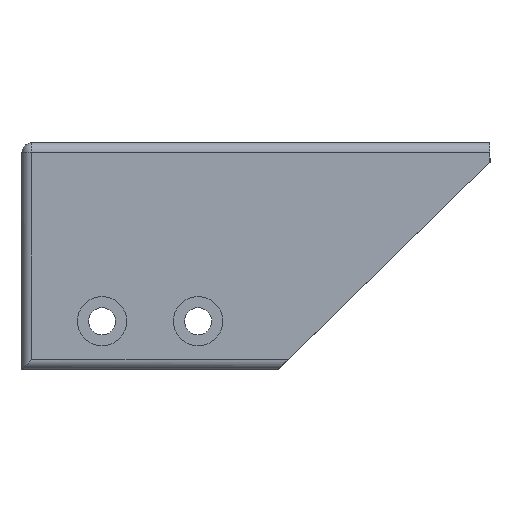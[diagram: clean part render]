
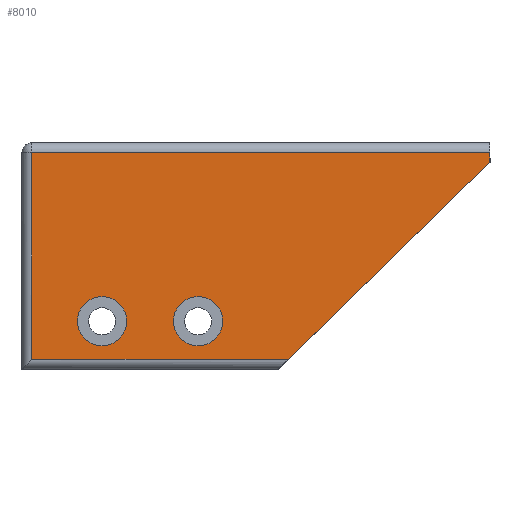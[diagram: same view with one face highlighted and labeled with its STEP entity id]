
A CAD part, front view. The second image highlights one B-rep face of the part: STEP entity #8010.
In plain terms, the highlighted planar face has unit normal (0, -1, 0).
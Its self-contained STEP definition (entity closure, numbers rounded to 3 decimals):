
#271 = ORIENTED_EDGE ( 'NONE', *, *, #4328, .T. ) ;
#328 = EDGE_LOOP ( 'NONE', ( #5941, #5350 ) ) ;
#387 = DIRECTION ( 'NONE',  ( 0., 0., 1. ) ) ;
#429 = CARTESIAN_POINT ( 'NONE',  ( -24., 0., 0. ) ) ;
#457 = DIRECTION ( 'NONE',  ( 0., 1., 0. ) ) ;
#759 = EDGE_CURVE ( 'NONE', #4154, #7836, #2050, .T. ) ;
#836 = VERTEX_POINT ( 'NONE', #5215 ) ;
#1084 = FACE_BOUND ( 'NONE', #328, .T. ) ;
#1222 = CIRCLE ( 'NONE', #2175, 5. ) ;
#1340 = CARTESIAN_POINT ( 'NONE',  ( 26., 0., -44. ) ) ;
#1365 = VERTEX_POINT ( 'NONE', #4888 ) ;
#1392 = DIRECTION ( 'NONE',  ( 0., 1., 0. ) ) ;
#1437 = CARTESIAN_POINT ( 'NONE',  ( -24., 0., -44. ) ) ;
#1454 = DIRECTION ( 'NONE',  ( 0., 1., 0. ) ) ;
#1512 = EDGE_CURVE ( 'NONE', #2847, #7660, #3194, .T. ) ;
#1602 = VECTOR ( 'NONE', #8205, 1000. ) ;
#1910 = CARTESIAN_POINT ( 'NONE',  ( 9.75, 0., -31.25 ) ) ;
#2050 = LINE ( 'NONE', #1340, #3302 ) ;
#2056 = DIRECTION ( 'NONE',  ( 1., 0., 0. ) ) ;
#2060 = DIRECTION ( 'NONE',  ( 0., 0., 1. ) ) ;
#2094 = CIRCLE ( 'NONE', #2387, 5. ) ;
#2175 = AXIS2_PLACEMENT_3D ( 'NONE', #4800, #3561, #387 ) ;
#2232 = ORIENTED_EDGE ( 'NONE', *, *, #759, .T. ) ;
#2237 = VERTEX_POINT ( 'NONE', #1910 ) ;
#2278 = ORIENTED_EDGE ( 'NONE', *, *, #2958, .T. ) ;
#2331 = EDGE_CURVE ( 'NONE', #7049, #6351, #6419, .T. ) ;
#2372 = LINE ( 'NONE', #429, #1602 ) ;
#2378 = CARTESIAN_POINT ( 'NONE',  ( -9.75, 0., -36.25 ) ) ;
#2387 = AXIS2_PLACEMENT_3D ( 'NONE', #2378, #457, #8127 ) ;
#2756 = EDGE_CURVE ( 'NONE', #836, #2237, #7918, .T. ) ;
#2816 = DIRECTION ( 'NONE',  ( -0.715, 0., -0.699 ) ) ;
#2847 = VERTEX_POINT ( 'NONE', #4038 ) ;
#2958 = EDGE_CURVE ( 'NONE', #2237, #836, #1222, .T. ) ;
#3052 = DIRECTION ( 'NONE',  ( -1., 0., 0. ) ) ;
#3194 = LINE ( 'NONE', #6701, #5946 ) ;
#3302 = VECTOR ( 'NONE', #2056, 1000. ) ;
#3304 = PLANE ( 'NONE',  #6389 ) ;
#3561 = DIRECTION ( 'NONE',  ( 0., 1., 0. ) ) ;
#4038 = CARTESIAN_POINT ( 'NONE',  ( 69., 0., -2. ) ) ;
#4124 = CARTESIAN_POINT ( 'NONE',  ( -24., 0., -2. ) ) ;
#4148 = ORIENTED_EDGE ( 'NONE', *, *, #7982, .T. ) ;
#4154 = VERTEX_POINT ( 'NONE', #1437 ) ;
#4213 = ORIENTED_EDGE ( 'NONE', *, *, #1512, .T. ) ;
#4328 = EDGE_CURVE ( 'NONE', #7660, #4154, #2372, .T. ) ;
#4592 = EDGE_LOOP ( 'NONE', ( #7627, #2278 ) ) ;
#4800 = CARTESIAN_POINT ( 'NONE',  ( 9.75, 0., -36.25 ) ) ;
#4888 = CARTESIAN_POINT ( 'NONE',  ( 69., 0., -4. ) ) ;
#4989 = AXIS2_PLACEMENT_3D ( 'NONE', #5134, #1392, #2060 ) ;
#5016 = LINE ( 'NONE', #7841, #5507 ) ;
#5114 = CARTESIAN_POINT ( 'NONE',  ( 69., 0., 0. ) ) ;
#5134 = CARTESIAN_POINT ( 'NONE',  ( 9.75, 0., -36.25 ) ) ;
#5195 = CARTESIAN_POINT ( 'NONE',  ( -9.75, 0., -36.25 ) ) ;
#5215 = CARTESIAN_POINT ( 'NONE',  ( 9.75, 0., -41.25 ) ) ;
#5350 = ORIENTED_EDGE ( 'NONE', *, *, #2331, .T. ) ;
#5398 = CARTESIAN_POINT ( 'NONE',  ( -9.75, 0., -31.25 ) ) ;
#5507 = VECTOR ( 'NONE', #2816, 1000. ) ;
#5837 = DIRECTION ( 'NONE',  ( 0., 1., 0. ) ) ;
#5941 = ORIENTED_EDGE ( 'NONE', *, *, #7874, .T. ) ;
#5946 = VECTOR ( 'NONE', #3052, 1000. ) ;
#6000 = AXIS2_PLACEMENT_3D ( 'NONE', #5195, #5837, #7693 ) ;
#6188 = CARTESIAN_POINT ( 'NONE',  ( 28.048, 0., -44. ) ) ;
#6351 = VERTEX_POINT ( 'NONE', #7468 ) ;
#6389 = AXIS2_PLACEMENT_3D ( 'NONE', #7020, #1454, #7719 ) ;
#6419 = CIRCLE ( 'NONE', #6000, 5. ) ;
#6583 = VECTOR ( 'NONE', #7077, 1000. ) ;
#6701 = CARTESIAN_POINT ( 'NONE',  ( 26., 0., -2. ) ) ;
#6727 = EDGE_LOOP ( 'NONE', ( #271, #2232, #7630, #4148, #4213 ) ) ;
#7020 = CARTESIAN_POINT ( 'NONE',  ( 26., 0., 0. ) ) ;
#7049 = VERTEX_POINT ( 'NONE', #5398 ) ;
#7077 = DIRECTION ( 'NONE',  ( 0., 0., 1. ) ) ;
#7468 = CARTESIAN_POINT ( 'NONE',  ( -9.75, 0., -41.25 ) ) ;
#7479 = LINE ( 'NONE', #5114, #6583 ) ;
#7579 = FACE_OUTER_BOUND ( 'NONE', #6727, .T. ) ;
#7627 = ORIENTED_EDGE ( 'NONE', *, *, #2756, .T. ) ;
#7630 = ORIENTED_EDGE ( 'NONE', *, *, #7656, .F. ) ;
#7656 = EDGE_CURVE ( 'NONE', #1365, #7836, #5016, .T. ) ;
#7660 = VERTEX_POINT ( 'NONE', #4124 ) ;
#7693 = DIRECTION ( 'NONE',  ( 0., 0., 1. ) ) ;
#7719 = DIRECTION ( 'NONE',  ( 0., 0., 1. ) ) ;
#7836 = VERTEX_POINT ( 'NONE', #6188 ) ;
#7841 = CARTESIAN_POINT ( 'NONE',  ( 35.688, 0., -36.538 ) ) ;
#7874 = EDGE_CURVE ( 'NONE', #6351, #7049, #2094, .T. ) ;
#7918 = CIRCLE ( 'NONE', #4989, 5. ) ;
#7982 = EDGE_CURVE ( 'NONE', #1365, #2847, #7479, .T. ) ;
#7989 = FACE_BOUND ( 'NONE', #4592, .T. ) ;
#8010 = ADVANCED_FACE ( 'NONE', ( #1084, #7579, #7989 ), #3304, .F. ) ;
#8127 = DIRECTION ( 'NONE',  ( 0., 0., 1. ) ) ;
#8205 = DIRECTION ( 'NONE',  ( 0., 0., -1. ) ) ;
